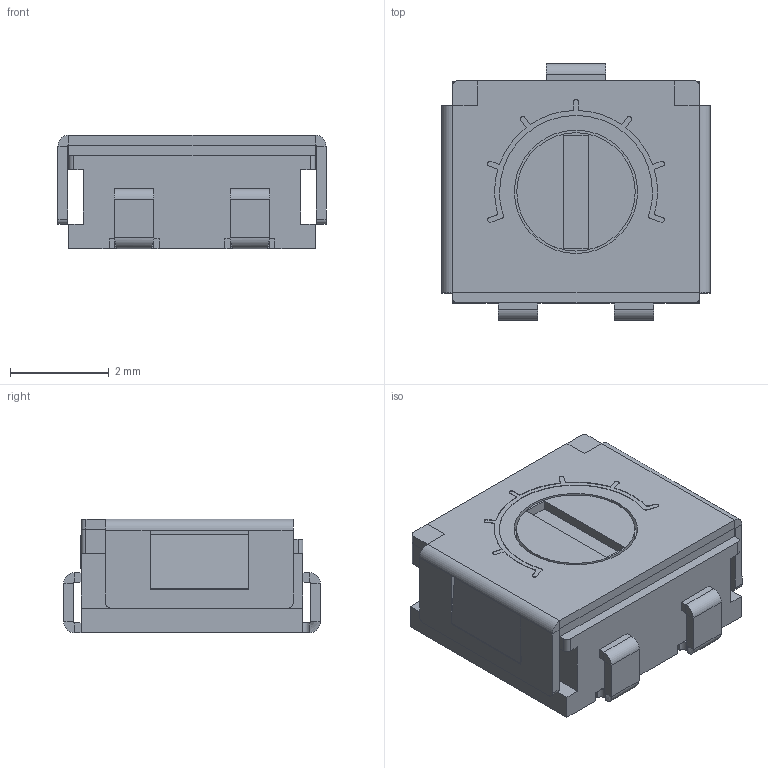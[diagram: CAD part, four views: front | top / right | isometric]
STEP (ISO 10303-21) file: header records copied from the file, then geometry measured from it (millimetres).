
FILE_DESCRIPTION (( 'STEP AP214' ), '1' );
FILE_NAME ('RES-ADJ-TH_3P-L5.0-W4.5-P2.35-BR.step', '2022-07-28T08:41:12', ( '' ), ( '' ), 'SwSTEP 2.0', 'SolidWorks 2020', '' );
FILE_SCHEMA (( 'AUTOMOTIVE_DESIGN' ));
Length unit declared in the file: millimetre
Products named in the file (1): RES-ADJ-TH_3P-L5.0-W4.5-P2.35-BR
Bounding box: 5.44 x 5.2 x 2.3 mm (x, y, z)
Volume: 51 mm3; surface area: 178.2 mm2
Topology: 7 solids, 7 shells, 461 faces, 1213 edges, 782 vertices
Faces by surface type: plane 279, bspline 102, cylinder 80
Entity records: 17879 total; most frequent: CARTESIAN_POINT 3911, ORIENTED_EDGE 2426, DIRECTION 1877, EDGE_CURVE 1213, LINE 853, VECTOR 853, VERTEX_POINT 782, AXIS2_PLACEMENT_3D 512
